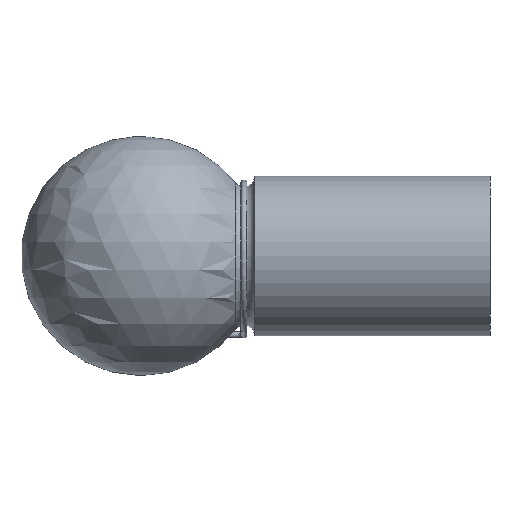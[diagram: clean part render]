
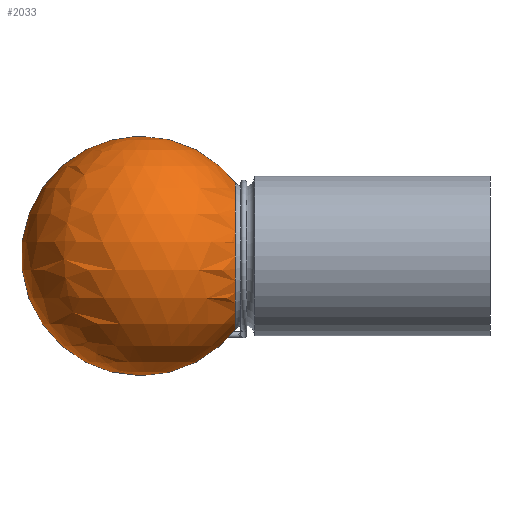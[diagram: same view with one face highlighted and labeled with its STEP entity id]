
A CAD part, left-side view. The second image highlights one B-rep face of the part: STEP entity #2033.
In plain terms, the highlighted spherical face has radius 12 mm.
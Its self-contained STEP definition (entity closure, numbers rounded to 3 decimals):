
#72 = CARTESIAN_POINT ( 'NONE',  ( 7.046, -5.546, -7.975 ) ) ;
#91 = CARTESIAN_POINT ( 'NONE',  ( 6.348, 6.413, -7.911 ) ) ;
#119 = CARTESIAN_POINT ( 'NONE',  ( 6.389, -6.59, -7.73 ) ) ;
#162 = DIRECTION ( 'NONE',  ( 0., -1., 0. ) ) ;
#201 = CARTESIAN_POINT ( 'NONE',  ( 0., -9.488, 0. ) ) ;
#235 = B_SPLINE_CURVE_WITH_KNOTS ( 'NONE', 3,
 ( #779, #1963, #837, #1747, #2915, #1053, #1780, #2433, #568, #1993, #1942, #91, #2931, #1068, #2899, #341, #2245, #2881, #1291, #325, #1488, #2714, #2231, #1713, #1472, #310, #2684, #2700, #2946, #372, #1242, #2667, #1274, #2418 ),
 .UNSPECIFIED., .T., .F.,
 ( 4, 2, 2, 2, 2, 2, 2, 2, 2, 2, 2, 2, 2, 2, 2, 2, 4 ),
 ( 0., 0., 0., 0., 0.001, 0.001, 0.001, 0.002, 0.002, 0.002, 0.002, 0.002, 0.002, 0.003, 0.003, 0.003, 0.003 ),
 .UNSPECIFIED. ) ;
#261 = CARTESIAN_POINT ( 'NONE',  ( 8., -8.944, 0. ) ) ;
#310 = CARTESIAN_POINT ( 'NONE',  ( 6.911, 6.18, -7.619 ) ) ;
#322 = CARTESIAN_POINT ( 'NONE',  ( 6.357, -6.281, -8.01 ) ) ;
#325 = CARTESIAN_POINT ( 'NONE',  ( 6.562, 6.598, -7.577 ) ) ;
#335 = CARTESIAN_POINT ( 'NONE',  ( 6.888, -5.418, -8.197 ) ) ;
#341 = CARTESIAN_POINT ( 'NONE',  ( 6.405, 6.599, -7.709 ) ) ;
#372 = CARTESIAN_POINT ( 'NONE',  ( 7.052, 5.642, -7.902 ) ) ;
#396 = SPHERICAL_SURFACE ( 'NONE', #768, 12. ) ;
#544 = CARTESIAN_POINT ( 'NONE',  ( 6.482, -6.62, -7.626 ) ) ;
#568 = CARTESIAN_POINT ( 'NONE',  ( 6.502, 5.878, -8.197 ) ) ;
#603 = CARTESIAN_POINT ( 'NONE',  ( 8., 0., 0. ) ) ;
#686 = EDGE_CURVE ( 'NONE', #2005, #2005, #235, .T. ) ;
#768 = AXIS2_PLACEMENT_3D ( 'NONE', #1533, #2044, #1836 ) ;
#769 = CARTESIAN_POINT ( 'NONE',  ( 6.935, -6.14, -7.631 ) ) ;
#777 = FACE_OUTER_BOUND ( 'NONE', #2870, .T. ) ;
#779 = CARTESIAN_POINT ( 'NONE',  ( 6.953, 5.419, -8.142 ) ) ;
#786 = CARTESIAN_POINT ( 'NONE',  ( 7.051, -5.602, -7.931 ) ) ;
#802 = CARTESIAN_POINT ( 'NONE',  ( 6.775, -5.492, -8.243 ) ) ;
#805 = EDGE_CURVE ( 'NONE', #2505, #2505, #2052, .T. ) ;
#837 = CARTESIAN_POINT ( 'NONE',  ( 6.899, 5.416, -8.19 ) ) ;
#850 = CARTESIAN_POINT ( 'NONE',  ( 6.953, 5.419, -8.142 ) ) ;
#997 = CARTESIAN_POINT ( 'NONE',  ( 6.701, -5.566, -8.253 ) ) ;
#1032 = CARTESIAN_POINT ( 'NONE',  ( 6.352, -6.503, -7.834 ) ) ;
#1035 = CIRCLE ( 'NONE', #2502, 8.944 ) ;
#1037 = FACE_BOUND ( 'NONE', #1680, .T. ) ;
#1048 = CARTESIAN_POINT ( 'NONE',  ( 6.858, -5.432, -8.214 ) ) ;
#1053 = CARTESIAN_POINT ( 'NONE',  ( 6.733, 5.528, -8.253 ) ) ;
#1068 = CARTESIAN_POINT ( 'NONE',  ( 6.367, 6.541, -7.79 ) ) ;
#1095 = CARTESIAN_POINT ( 'NONE',  ( 6.482, -6.62, -7.626 ) ) ;
#1100 = EDGE_LOOP ( 'NONE', ( #2067 ) ) ;
#1129 = CARTESIAN_POINT ( 'NONE',  ( 7.346, -9.488, 0. ) ) ;
#1143 = DIRECTION ( 'NONE',  ( 0., -1., 0. ) ) ;
#1242 = CARTESIAN_POINT ( 'NONE',  ( 7.05, 5.584, -7.945 ) ) ;
#1252 = B_SPLINE_CURVE_WITH_KNOTS ( 'NONE', 3,
 ( #544, #2893, #119, #1032, #1651, #322, #2660, #1973, #2909, #2361, #997, #802, #2226, #1048, #335, #2443, #1742, #2587, #1422, #72, #786, #1936, #2875, #769, #1497, #1709, #1285, #2693, #2679, #1481 ),
 .UNSPECIFIED., .T., .F.,
 ( 4, 2, 2, 2, 2, 2, 2, 2, 2, 2, 2, 2, 2, 2, 4 ),
 ( 0., 0., 0., 0.001, 0.001, 0.001, 0.002, 0.002, 0.002, 0.002, 0.002, 0.003, 0.003, 0.003, 0.003 ),
 .UNSPECIFIED. ) ;
#1274 = CARTESIAN_POINT ( 'NONE',  ( 7.002, 5.433, -8.091 ) ) ;
#1285 = CARTESIAN_POINT ( 'NONE',  ( 6.708, -6.486, -7.546 ) ) ;
#1291 = CARTESIAN_POINT ( 'NONE',  ( 6.502, 6.62, -7.609 ) ) ;
#1414 = EDGE_CURVE ( 'NONE', #1837, #1837, #1252, .T. ) ;
#1422 = CARTESIAN_POINT ( 'NONE',  ( 7.018, -5.474, -8.049 ) ) ;
#1469 = AXIS2_PLACEMENT_3D ( 'NONE', #201, #1143, #2079 ) ;
#1472 = CARTESIAN_POINT ( 'NONE',  ( 6.847, 6.298, -7.58 ) ) ;
#1481 = CARTESIAN_POINT ( 'NONE',  ( 6.482, -6.62, -7.626 ) ) ;
#1488 = CARTESIAN_POINT ( 'NONE',  ( 6.591, 6.581, -7.566 ) ) ;
#1497 = CARTESIAN_POINT ( 'NONE',  ( 6.876, -6.261, -7.586 ) ) ;
#1533 = CARTESIAN_POINT ( 'NONE',  ( 0., 0., 0. ) ) ;
#1535 = EDGE_CURVE ( 'NONE', #1589, #1589, #1035, .T. ) ;
#1589 = VERTEX_POINT ( 'NONE', #261 ) ;
#1605 = ORIENTED_EDGE ( 'NONE', *, *, #1414, .F. ) ;
#1651 = CARTESIAN_POINT ( 'NONE',  ( 6.348, -6.449, -7.881 ) ) ;
#1663 = EDGE_LOOP ( 'NONE', ( #2219 ) ) ;
#1680 = EDGE_LOOP ( 'NONE', ( #1605 ) ) ;
#1709 = CARTESIAN_POINT ( 'NONE',  ( 6.754, -6.431, -7.552 ) ) ;
#1713 = CARTESIAN_POINT ( 'NONE',  ( 6.81, 6.357, -7.565 ) ) ;
#1742 = CARTESIAN_POINT ( 'NONE',  ( 6.968, -5.422, -8.127 ) ) ;
#1747 = CARTESIAN_POINT ( 'NONE',  ( 6.841, 5.441, -8.222 ) ) ;
#1780 = CARTESIAN_POINT ( 'NONE',  ( 6.688, 5.584, -8.252 ) ) ;
#1836 = DIRECTION ( 'NONE',  ( 1., 0., 0. ) ) ;
#1837 = VERTEX_POINT ( 'NONE', #1095 ) ;
#1936 = CARTESIAN_POINT ( 'NONE',  ( 7.048, -5.775, -7.81 ) ) ;
#1941 = FACE_BOUND ( 'NONE', #1663, .T. ) ;
#1942 = CARTESIAN_POINT ( 'NONE',  ( 6.366, 6.242, -8.033 ) ) ;
#1963 = CARTESIAN_POINT ( 'NONE',  ( 6.929, 5.412, -8.167 ) ) ;
#1973 = CARTESIAN_POINT ( 'NONE',  ( 6.483, -5.919, -8.183 ) ) ;
#1993 = CARTESIAN_POINT ( 'NONE',  ( 6.403, 6.119, -8.098 ) ) ;
#2005 = VERTEX_POINT ( 'NONE', #850 ) ;
#2033 = ADVANCED_FACE ( 'NONE', ( #1037, #1941, #2879, #777 ), #396, .T. ) ;
#2044 = DIRECTION ( 'NONE',  ( 0., 0., 1. ) ) ;
#2052 = CIRCLE ( 'NONE', #1469, 7.346 ) ;
#2067 = ORIENTED_EDGE ( 'NONE', *, *, #1535, .F. ) ;
#2079 = DIRECTION ( 'NONE',  ( 1., 0., 0. ) ) ;
#2132 = ORIENTED_EDGE ( 'NONE', *, *, #805, .F. ) ;
#2219 = ORIENTED_EDGE ( 'NONE', *, *, #686, .F. ) ;
#2226 = CARTESIAN_POINT ( 'NONE',  ( 6.802, -5.468, -8.236 ) ) ;
#2231 = CARTESIAN_POINT ( 'NONE',  ( 6.724, 6.466, -7.548 ) ) ;
#2245 = CARTESIAN_POINT ( 'NONE',  ( 6.424, 6.612, -7.682 ) ) ;
#2361 = CARTESIAN_POINT ( 'NONE',  ( 6.658, -5.622, -8.25 ) ) ;
#2418 = CARTESIAN_POINT ( 'NONE',  ( 6.953, 5.419, -8.142 ) ) ;
#2433 = CARTESIAN_POINT ( 'NONE',  ( 6.566, 5.755, -8.234 ) ) ;
#2443 = CARTESIAN_POINT ( 'NONE',  ( 6.944, -5.413, -8.153 ) ) ;
#2482 = DIRECTION ( 'NONE',  ( 1., 0., 0. ) ) ;
#2502 = AXIS2_PLACEMENT_3D ( 'NONE', #603, #2482, #162 ) ;
#2505 = VERTEX_POINT ( 'NONE', #1129 ) ;
#2587 = CARTESIAN_POINT ( 'NONE',  ( 7.005, -5.453, -8.074 ) ) ;
#2660 = CARTESIAN_POINT ( 'NONE',  ( 6.39, -6.16, -8.077 ) ) ;
#2667 = CARTESIAN_POINT ( 'NONE',  ( 7.025, 5.481, -8.038 ) ) ;
#2679 = CARTESIAN_POINT ( 'NONE',  ( 6.538, -6.616, -7.581 ) ) ;
#2684 = CARTESIAN_POINT ( 'NONE',  ( 6.939, 6.12, -7.642 ) ) ;
#2693 = CARTESIAN_POINT ( 'NONE',  ( 6.602, -6.578, -7.56 ) ) ;
#2700 = CARTESIAN_POINT ( 'NONE',  ( 7.009, 5.939, -7.722 ) ) ;
#2714 = CARTESIAN_POINT ( 'NONE',  ( 6.675, 6.519, -7.546 ) ) ;
#2870 = EDGE_LOOP ( 'NONE', ( #2132 ) ) ;
#2875 = CARTESIAN_POINT ( 'NONE',  ( 7.02, -5.898, -7.742 ) ) ;
#2879 = FACE_BOUND ( 'NONE', #1100, .T. ) ;
#2881 = CARTESIAN_POINT ( 'NONE',  ( 6.473, 6.623, -7.631 ) ) ;
#2893 = CARTESIAN_POINT ( 'NONE',  ( 6.426, -6.624, -7.67 ) ) ;
#2899 = CARTESIAN_POINT ( 'NONE',  ( 6.376, 6.563, -7.764 ) ) ;
#2909 = CARTESIAN_POINT ( 'NONE',  ( 6.543, -5.797, -8.223 ) ) ;
#2915 = CARTESIAN_POINT ( 'NONE',  ( 6.812, 5.46, -8.233 ) ) ;
#2931 = CARTESIAN_POINT ( 'NONE',  ( 6.348, 6.469, -7.866 ) ) ;
#2946 = CARTESIAN_POINT ( 'NONE',  ( 7.04, 5.817, -7.786 ) ) ;
